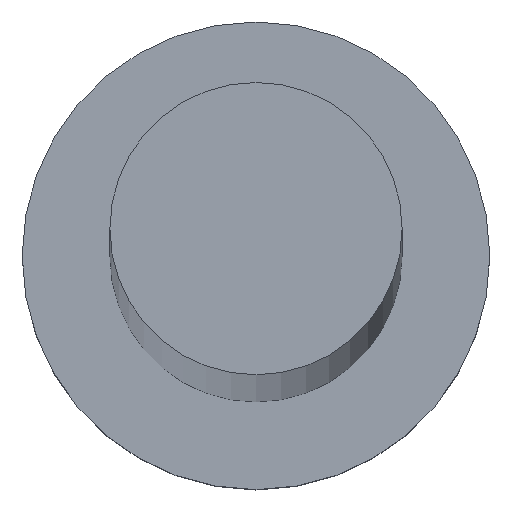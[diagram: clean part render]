
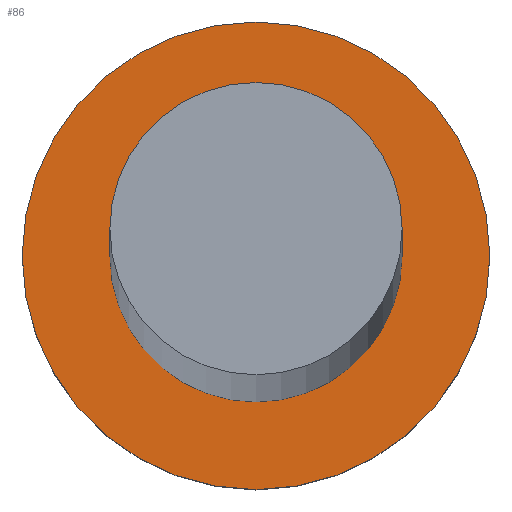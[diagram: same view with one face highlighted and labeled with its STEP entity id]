
A CAD part, top view. The second image highlights one B-rep face of the part: STEP entity #86.
In plain terms, the highlighted planar face has unit normal (0, 0, 1).
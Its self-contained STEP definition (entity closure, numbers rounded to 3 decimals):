
#5 = DIRECTION ( 'NONE',  ( 0., 0., 1. ) ) ;
#6 = DIRECTION ( 'NONE',  ( 0., 0., 1. ) ) ;
#9 = CARTESIAN_POINT ( 'NONE',  ( 0., 0., 5. ) ) ;
#24 = CARTESIAN_POINT ( 'NONE',  ( -3.75, 0., 5. ) ) ;
#27 = PLANE ( 'NONE',  #129 ) ;
#38 = EDGE_CURVE ( 'NONE', #173, #183, #220, .T. ) ;
#40 = AXIS2_PLACEMENT_3D ( 'NONE', #130, #6, #79 ) ;
#42 = EDGE_LOOP ( 'NONE', ( #243, #150 ) ) ;
#56 = VERTEX_POINT ( 'NONE', #117 ) ;
#57 = EDGE_LOOP ( 'NONE', ( #248, #128 ) ) ;
#63 = CARTESIAN_POINT ( 'NONE',  ( 0., 0., 5. ) ) ;
#64 = DIRECTION ( 'NONE',  ( 1., 0., 0. ) ) ;
#68 = EDGE_CURVE ( 'NONE', #127, #56, #193, .T. ) ;
#79 = DIRECTION ( 'NONE',  ( 1., 0., 0. ) ) ;
#81 = DIRECTION ( 'NONE',  ( 1., 0., 0. ) ) ;
#85 = DIRECTION ( 'NONE',  ( 1., 0., 0. ) ) ;
#86 = ADVANCED_FACE ( 'NONE', ( #242, #179 ), #27, .T. ) ;
#87 = CARTESIAN_POINT ( 'NONE',  ( -6., 0., 5. ) ) ;
#107 = CIRCLE ( 'NONE', #237, 3.75 ) ;
#109 = AXIS2_PLACEMENT_3D ( 'NONE', #162, #208, #85 ) ;
#115 = DIRECTION ( 'NONE',  ( 1., 0., 0. ) ) ;
#117 = CARTESIAN_POINT ( 'NONE',  ( 3.75, 0., 5. ) ) ;
#123 = DIRECTION ( 'NONE',  ( 0., 0., 1. ) ) ;
#127 = VERTEX_POINT ( 'NONE', #24 ) ;
#128 = ORIENTED_EDGE ( 'NONE', *, *, #184, .T. ) ;
#129 = AXIS2_PLACEMENT_3D ( 'NONE', #9, #131, #81 ) ;
#130 = CARTESIAN_POINT ( 'NONE',  ( 0., 0., 5. ) ) ;
#131 = DIRECTION ( 'NONE',  ( 0., 0., 1. ) ) ;
#136 = CIRCLE ( 'NONE', #109, 6. ) ;
#150 = ORIENTED_EDGE ( 'NONE', *, *, #177, .F. ) ;
#162 = CARTESIAN_POINT ( 'NONE',  ( 0., 0., 5. ) ) ;
#163 = CARTESIAN_POINT ( 'NONE',  ( 6., 0., 5. ) ) ;
#173 = VERTEX_POINT ( 'NONE', #87 ) ;
#177 = EDGE_CURVE ( 'NONE', #56, #127, #107, .T. ) ;
#179 = FACE_OUTER_BOUND ( 'NONE', #57, .T. ) ;
#183 = VERTEX_POINT ( 'NONE', #163 ) ;
#184 = EDGE_CURVE ( 'NONE', #183, #173, #136, .T. ) ;
#193 = CIRCLE ( 'NONE', #215, 3.75 ) ;
#208 = DIRECTION ( 'NONE',  ( 0., 0., 1. ) ) ;
#215 = AXIS2_PLACEMENT_3D ( 'NONE', #225, #5, #115 ) ;
#220 = CIRCLE ( 'NONE', #40, 6. ) ;
#225 = CARTESIAN_POINT ( 'NONE',  ( 0., 0., 5. ) ) ;
#237 = AXIS2_PLACEMENT_3D ( 'NONE', #63, #123, #64 ) ;
#242 = FACE_BOUND ( 'NONE', #42, .T. ) ;
#243 = ORIENTED_EDGE ( 'NONE', *, *, #68, .F. ) ;
#248 = ORIENTED_EDGE ( 'NONE', *, *, #38, .T. ) ;
